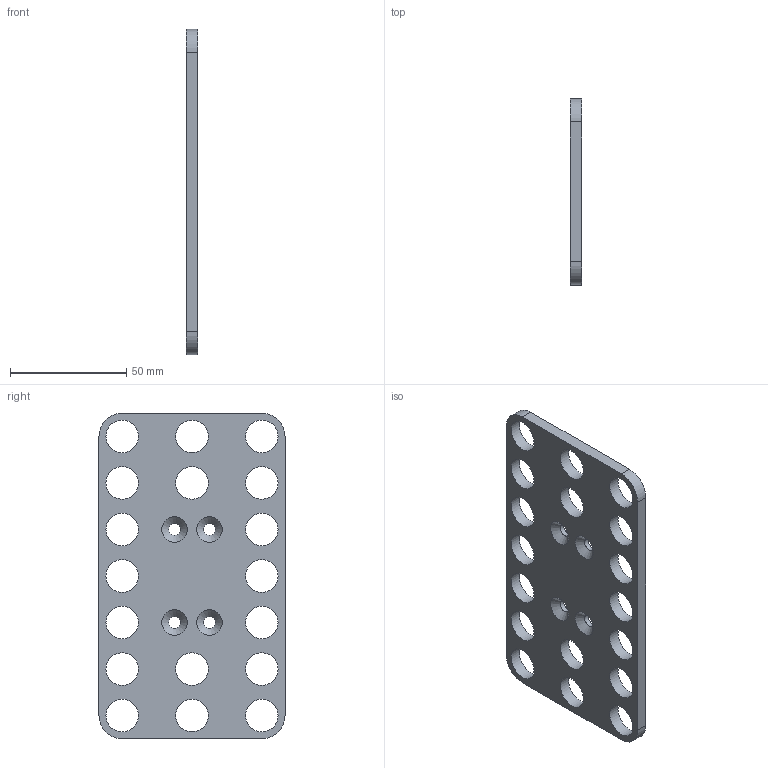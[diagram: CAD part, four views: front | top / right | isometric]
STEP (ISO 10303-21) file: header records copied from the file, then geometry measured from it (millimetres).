
FILE_DESCRIPTION(/* description */ (''),/* implementation_level */ '2;1');
FILE_NAME(/* name */ 'Pedal face.step',/* time_stamp */ '2023-08-18T11:21:28+02:00',/* author */ (''),/* organization */ (''),/* preprocessor_version */ 'ST-DEVELOPER v20',/* originating_system */ 'Autodesk Translation Framework v12.9.0.99',/* authorisation */ '');
FILE_SCHEMA (('AUTOMOTIVE_DESIGN { 1 0 10303 214 3 1 1 }'));
Length unit declared in the file: millimetre
Products named in the file (2): DiyActivePedal; Brakepedal v11
Assembly tree (1 placements, depth 2):
  DiyActivePedal
    Brakepedal v11
Bounding box: 5 x 80 x 140 mm (x, y, z)
Volume: 40914.7 mm3; surface area: 22848.7 mm2
Topology: 1 solids, 1 shells, 36 faces, 98 edges, 64 vertices
Faces by surface type: cylinder 26, plane 6, cone 4
Full cylindrical faces by diameter (mm): 5.2 x4, 14 x18
Entity records: 1314 total; most frequent: DIRECTION 232, CARTESIAN_POINT 201, ORIENTED_EDGE 196, EDGE_CURVE 98, AXIS2_PLACEMENT_3D 95, EDGE_LOOP 80, VERTEX_POINT 64, CIRCLE 56
